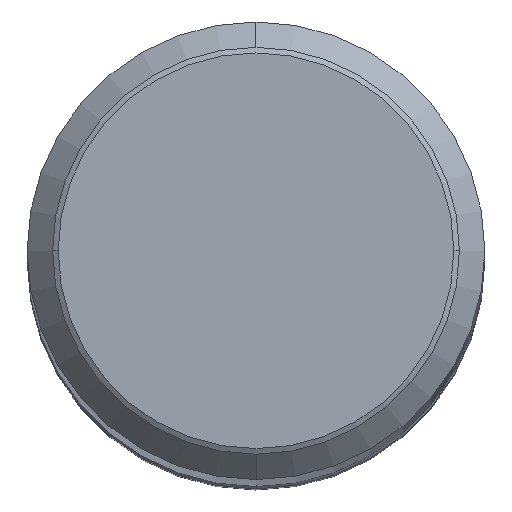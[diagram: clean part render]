
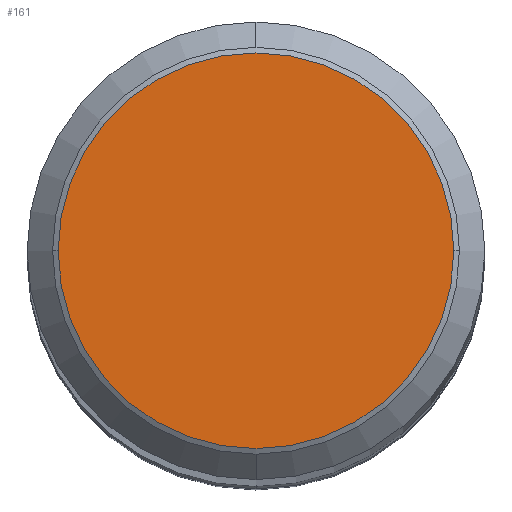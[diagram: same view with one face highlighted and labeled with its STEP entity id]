
A CAD part, top view. The second image highlights one B-rep face of the part: STEP entity #161.
In plain terms, the highlighted planar face has unit normal (0, 0, 1).
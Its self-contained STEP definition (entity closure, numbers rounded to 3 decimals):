
#161=ADVANCED_FACE('',(#359),#360,.T.);
#191=EDGE_CURVE('',#203,#241,#392,.T.);
#195=EDGE_CURVE('',#241,#203,#396,.T.);
#203=VERTEX_POINT('',#404);
#241=VERTEX_POINT('',#446);
#359=FACE_OUTER_BOUND('',#574,.T.);
#360=PLANE('',#575);
#392=CIRCLE('',#618,10.376);
#396=CIRCLE('',#625,10.376);
#404=CARTESIAN_POINT('',(10.376,0.,281.5));
#446=CARTESIAN_POINT('',(-10.376,0.,281.5));
#574=EDGE_LOOP('',(#847,#848));
#575=AXIS2_PLACEMENT_3D('',#849,#850,#851);
#618=AXIS2_PLACEMENT_3D('',#890,#891,#892);
#625=AXIS2_PLACEMENT_3D('',#894,#895,#896);
#847=ORIENTED_EDGE('',*,*,#195,.T.);
#848=ORIENTED_EDGE('',*,*,#191,.T.);
#849=CARTESIAN_POINT('',(0.,-5.25,281.5));
#850=DIRECTION('',(0.0,0.0,1.0));
#851=DIRECTION('',(0.,-1.0,0.0));
#890=CARTESIAN_POINT('',(0.,0.0,281.5));
#891=DIRECTION('',(0.0,0.0,1.0));
#892=DIRECTION('',(-1.0,0.,0.0));
#894=CARTESIAN_POINT('',(0.,0.0,281.5));
#895=DIRECTION('',(0.0,0.0,1.0));
#896=DIRECTION('',(-1.0,0.,0.0));
